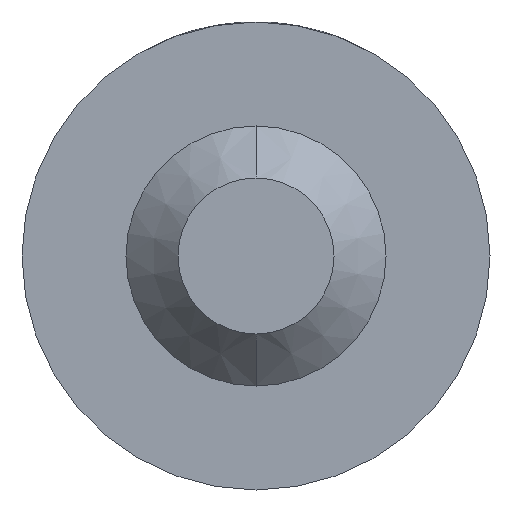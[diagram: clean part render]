
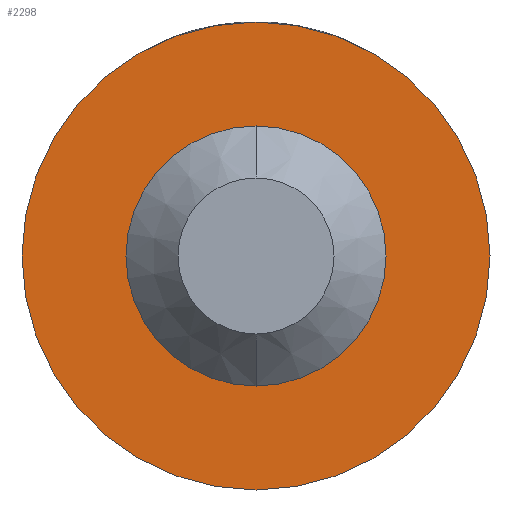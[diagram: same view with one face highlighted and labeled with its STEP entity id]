
A CAD part, front view. The second image highlights one B-rep face of the part: STEP entity #2298.
In plain terms, the highlighted planar face has unit normal (0, -1, 0).
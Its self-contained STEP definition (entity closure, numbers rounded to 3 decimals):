
#130 = ORIENTED_EDGE ( 'NONE', *, *, #3402, .F. ) ;
#214 = AXIS2_PLACEMENT_3D ( 'NONE', #594, #939, #1805 ) ;
#293 = VERTEX_POINT ( 'NONE', #834 ) ;
#310 = DIRECTION ( 'NONE',  ( 0., 0., 1. ) ) ;
#470 = VERTEX_POINT ( 'NONE', #2732 ) ;
#594 = CARTESIAN_POINT ( 'NONE',  ( 0., -37.5, 0. ) ) ;
#601 = EDGE_CURVE ( 'Defeature ausgef�hrt2_13+Defeature ausgef�hrt2_12+Defeature ausgef�hrt2_12+Defeature ausgef�hrt2_12', #885, #470, #3608, .T. ) ;
#620 = DIRECTION ( 'NONE',  ( 0., 1., 0. ) ) ;
#700 = EDGE_CURVE ( 'Defeature ausgef�hrt2_13+Defeature ausgef�hrt2_12+Defeature ausgef�hrt2_12+Defeature ausgef�hrt2_12', #470, #885, #869, .T. ) ;
#801 = AXIS2_PLACEMENT_3D ( 'NONE', #2093, #620, #911 ) ;
#834 = CARTESIAN_POINT ( 'NONE',  ( 0., -37.5, 4.5 ) ) ;
#869 = CIRCLE ( 'NONE', #1525, 2.5 ) ;
#885 = VERTEX_POINT ( 'NONE', #3057 ) ;
#911 = DIRECTION ( 'NONE',  ( 0., 0., 1. ) ) ;
#939 = DIRECTION ( 'NONE',  ( 0., 1., 0. ) ) ;
#1049 = FACE_BOUND ( 'NONE', #3270, .T. ) ;
#1137 = ORIENTED_EDGE ( 'NONE', *, *, #601, .T. ) ;
#1199 = AXIS2_PLACEMENT_3D ( 'NONE', #3559, #3280, #310 ) ;
#1507 = CARTESIAN_POINT ( 'NONE',  ( 4.5, -37.5, 0. ) ) ;
#1525 = AXIS2_PLACEMENT_3D ( 'NONE', #2724, #2113, #2407 ) ;
#1593 = EDGE_LOOP ( 'NONE', ( #2514, #130 ) ) ;
#1740 = CIRCLE ( 'NONE', #801, 4.5 ) ;
#1786 = VERTEX_POINT ( 'NONE', #2312 ) ;
#1805 = DIRECTION ( 'NONE',  ( 0., 0., 1. ) ) ;
#2093 = CARTESIAN_POINT ( 'NONE',  ( 0., -37.5, 0. ) ) ;
#2113 = DIRECTION ( 'NONE',  ( 0., 1., 0. ) ) ;
#2298 = ADVANCED_FACE ( 'Defeature ausgef�hrt2_13', ( #3050, #1049 ), #2989, .F. ) ;
#2312 = CARTESIAN_POINT ( 'NONE',  ( 0., -37.5, -4.5 ) ) ;
#2407 = DIRECTION ( 'NONE',  ( 0., 0., 1. ) ) ;
#2514 = ORIENTED_EDGE ( 'NONE', *, *, #3654, .F. ) ;
#2724 = CARTESIAN_POINT ( 'NONE',  ( 0., -37.5, 0. ) ) ;
#2732 = CARTESIAN_POINT ( 'NONE',  ( 0., -37.5, 2.5 ) ) ;
#2989 = PLANE ( 'NONE',  #3268 ) ;
#3050 = FACE_OUTER_BOUND ( 'NONE', #1593, .T. ) ;
#3057 = CARTESIAN_POINT ( 'NONE',  ( 0., -37.5, -2.5 ) ) ;
#3234 = ORIENTED_EDGE ( 'NONE', *, *, #700, .T. ) ;
#3262 = DIRECTION ( 'NONE',  ( 0., 0., 1. ) ) ;
#3268 = AXIS2_PLACEMENT_3D ( 'NONE', #1507, #3295, #3262 ) ;
#3270 = EDGE_LOOP ( 'NONE', ( #3234, #1137 ) ) ;
#3277 = CIRCLE ( 'NONE', #214, 4.5 ) ;
#3280 = DIRECTION ( 'NONE',  ( 0., 1., 0. ) ) ;
#3295 = DIRECTION ( 'NONE',  ( 0., 1., 0. ) ) ;
#3402 = EDGE_CURVE ( 'Defeature ausgef�hrt2_14+Defeature ausgef�hrt2_13+Defeature ausgef�hrt2_13+Defeature ausgef�hrt2_13', #1786, #293, #3277, .T. ) ;
#3559 = CARTESIAN_POINT ( 'NONE',  ( 0., -37.5, 0. ) ) ;
#3608 = CIRCLE ( 'NONE', #1199, 2.5 ) ;
#3654 = EDGE_CURVE ( 'Defeature ausgef�hrt2_14+Defeature ausgef�hrt2_13+Defeature ausgef�hrt2_13+Defeature ausgef�hrt2_13', #293, #1786, #1740, .T. ) ;
